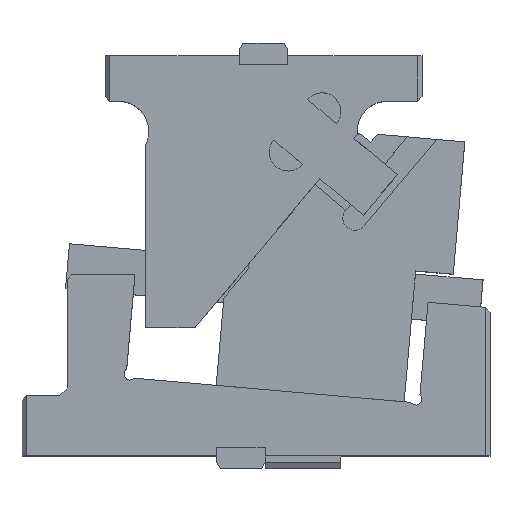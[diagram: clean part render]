
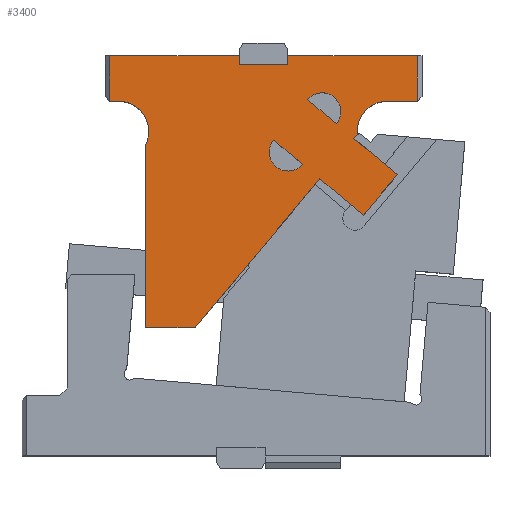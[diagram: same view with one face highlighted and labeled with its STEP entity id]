
A CAD part, top view. The second image highlights one B-rep face of the part: STEP entity #3400.
In plain terms, the highlighted planar face has unit normal (0, 0, 1).
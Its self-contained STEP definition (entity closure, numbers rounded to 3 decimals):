
#2820=CARTESIAN_POINT('Vertex',(58.,265.,40.)) ;
#2823=CARTESIAN_POINT('Line Origine',(101.,265.,40.)) ;
#2827=CARTESIAN_POINT('Vertex',(144.,265.,40.)) ;
#3182=CARTESIAN_POINT('Vertex',(58.,235.,40.)) ;
#3185=CARTESIAN_POINT('Line Origine',(58.,250.,40.)) ;
#3197=CARTESIAN_POINT('Axis2P3D Location',(242.,215.,40.)) ;
#3202=CARTESIAN_POINT('Line Origine',(144.,262.25,40.)) ;
#3206=CARTESIAN_POINT('Vertex',(144.,259.5,40.)) ;
#3209=CARTESIAN_POINT('Line Origine',(61.,235.,40.)) ;
#3213=CARTESIAN_POINT('Vertex',(64.,235.,40.)) ;
#3216=CARTESIAN_POINT('Axis2P3D Location',(64.,215.,40.)) ;
#3220=CARTESIAN_POINT('Vertex',(84.,215.,40.)) ;
#3223=CARTESIAN_POINT('Axis2P3D Location',(64.,215.,40.)) ;
#3227=CARTESIAN_POINT('Vertex',(82.,206.282,40.)) ;
#3230=CARTESIAN_POINT('Line Origine',(82.,145.641,40.)) ;
#3234=CARTESIAN_POINT('Vertex',(82.,85.,40.)) ;
#3237=CARTESIAN_POINT('Line Origine',(98.334,85.,40.)) ;
#3241=CARTESIAN_POINT('Vertex',(114.668,85.,40.)) ;
#3244=CARTESIAN_POINT('Line Origine',(156.008,134.267,40.)) ;
#3248=CARTESIAN_POINT('Vertex',(197.348,183.533,40.)) ;
#3251=CARTESIAN_POINT('Line Origine',(211.711,171.481,40.)) ;
#3255=CARTESIAN_POINT('Vertex',(226.074,159.429,40.)) ;
#3258=CARTESIAN_POINT('Line Origine',(237.323,172.835,40.)) ;
#3262=CARTESIAN_POINT('Vertex',(248.571,186.241,40.)) ;
#3265=CARTESIAN_POINT('Line Origine',(234.208,198.293,40.)) ;
#3269=CARTESIAN_POINT('Vertex',(219.845,210.345,40.)) ;
#3272=CARTESIAN_POINT('Line Origine',(220.923,211.629,40.)) ;
#3276=CARTESIAN_POINT('Vertex',(222.,212.913,40.)) ;
#3279=CARTESIAN_POINT('Line Origine',(222.,213.956,40.)) ;
#3283=CARTESIAN_POINT('Vertex',(222.,215.,40.)) ;
#3286=CARTESIAN_POINT('Axis2P3D Location',(242.,215.,40.)) ;
#3290=CARTESIAN_POINT('Vertex',(242.,235.,40.)) ;
#3293=CARTESIAN_POINT('Line Origine',(252.,235.,40.)) ;
#3297=CARTESIAN_POINT('Vertex',(262.,235.,40.)) ;
#3300=CARTESIAN_POINT('Line Origine',(262.,250.,40.)) ;
#3304=CARTESIAN_POINT('Vertex',(262.,265.,40.)) ;
#3307=CARTESIAN_POINT('Line Origine',(219.,265.,40.)) ;
#3311=CARTESIAN_POINT('Vertex',(176.,265.,40.)) ;
#3314=CARTESIAN_POINT('Line Origine',(176.,262.25,40.)) ;
#3318=CARTESIAN_POINT('Vertex',(176.,259.5,40.)) ;
#3321=CARTESIAN_POINT('Line Origine',(160.,259.5,40.)) ;
#3348=CARTESIAN_POINT('Line Origine',(176.281,201.211,40.)) ;
#3352=CARTESIAN_POINT('Vertex',(185.856,193.176,40.)) ;
#3354=CARTESIAN_POINT('Vertex',(166.705,209.245,40.)) ;
#3357=CARTESIAN_POINT('Axis2P3D Location',(176.281,201.211,40.)) ;
#3361=CARTESIAN_POINT('Vertex',(163.828,202.3,40.)) ;
#3364=CARTESIAN_POINT('Axis2P3D Location',(176.281,201.211,40.)) ;
#3374=CARTESIAN_POINT('Axis2P3D Location',(198.778,228.022,40.)) ;
#3378=CARTESIAN_POINT('Vertex',(208.354,219.987,40.)) ;
#3380=CARTESIAN_POINT('Vertex',(211.231,226.933,40.)) ;
#3383=CARTESIAN_POINT('Line Origine',(198.778,228.022,40.)) ;
#3387=CARTESIAN_POINT('Vertex',(189.203,236.057,40.)) ;
#3390=CARTESIAN_POINT('Axis2P3D Location',(198.778,228.022,40.)) ;
#2824=DIRECTION('Vector Direction',(1.,0.,0.)) ;
#3186=DIRECTION('Vector Direction',(0.,-1.,0.)) ;
#3198=DIRECTION('Axis2P3D Direction',(0.,0.,1.)) ;
#3199=DIRECTION('Axis2P3D XDirection',(1.,0.,-0.)) ;
#3203=DIRECTION('Vector Direction',(0.,-1.,0.)) ;
#3210=DIRECTION('Vector Direction',(1.,0.,0.)) ;
#3217=DIRECTION('Axis2P3D Direction',(0.,0.,1.)) ;
#3224=DIRECTION('Axis2P3D Direction',(0.,0.,1.)) ;
#3231=DIRECTION('Vector Direction',(0.,1.,0.)) ;
#3238=DIRECTION('Vector Direction',(1.,0.,0.)) ;
#3245=DIRECTION('Vector Direction',(0.643,0.766,0.)) ;
#3252=DIRECTION('Vector Direction',(-0.766,0.643,0.)) ;
#3259=DIRECTION('Vector Direction',(-0.643,-0.766,0.)) ;
#3266=DIRECTION('Vector Direction',(0.766,-0.643,0.)) ;
#3273=DIRECTION('Vector Direction',(0.643,0.766,0.)) ;
#3280=DIRECTION('Vector Direction',(0.,-1.,0.)) ;
#3287=DIRECTION('Axis2P3D Direction',(0.,0.,1.)) ;
#3294=DIRECTION('Vector Direction',(-1.,0.,0.)) ;
#3301=DIRECTION('Vector Direction',(0.,1.,0.)) ;
#3308=DIRECTION('Vector Direction',(1.,0.,0.)) ;
#3315=DIRECTION('Vector Direction',(0.,1.,0.)) ;
#3322=DIRECTION('Vector Direction',(1.,0.,0.)) ;
#3349=DIRECTION('Vector Direction',(-0.766,0.643,0.)) ;
#3358=DIRECTION('Axis2P3D Direction',(0.,0.,1.)) ;
#3365=DIRECTION('Axis2P3D Direction',(0.,0.,1.)) ;
#3375=DIRECTION('Axis2P3D Direction',(0.,0.,1.)) ;
#3384=DIRECTION('Vector Direction',(0.766,-0.643,0.)) ;
#3391=DIRECTION('Axis2P3D Direction',(0.,0.,1.)) ;
#3200=AXIS2_PLACEMENT_3D('Plane Axis2P3D',#3197,#3198,#3199) ;
#3218=AXIS2_PLACEMENT_3D('Circle Axis2P3D',#3216,#3217,$) ;
#3225=AXIS2_PLACEMENT_3D('Circle Axis2P3D',#3223,#3224,$) ;
#3288=AXIS2_PLACEMENT_3D('Circle Axis2P3D',#3286,#3287,$) ;
#3359=AXIS2_PLACEMENT_3D('Circle Axis2P3D',#3357,#3358,$) ;
#3366=AXIS2_PLACEMENT_3D('Circle Axis2P3D',#3364,#3365,$) ;
#3376=AXIS2_PLACEMENT_3D('Circle Axis2P3D',#3374,#3375,$) ;
#3392=AXIS2_PLACEMENT_3D('Circle Axis2P3D',#3390,#3391,$) ;
#3327=ORIENTED_EDGE('',*,*,#3208,.F.) ;
#3328=ORIENTED_EDGE('',*,*,#2829,.F.) ;
#3329=ORIENTED_EDGE('',*,*,#3189,.T.) ;
#3330=ORIENTED_EDGE('',*,*,#3215,.T.) ;
#3331=ORIENTED_EDGE('',*,*,#3222,.F.) ;
#3332=ORIENTED_EDGE('',*,*,#3229,.F.) ;
#3333=ORIENTED_EDGE('',*,*,#3236,.F.) ;
#3334=ORIENTED_EDGE('',*,*,#3243,.T.) ;
#3335=ORIENTED_EDGE('',*,*,#3250,.T.) ;
#3336=ORIENTED_EDGE('',*,*,#3257,.F.) ;
#3337=ORIENTED_EDGE('',*,*,#3264,.F.) ;
#3338=ORIENTED_EDGE('',*,*,#3271,.F.) ;
#3339=ORIENTED_EDGE('',*,*,#3278,.T.) ;
#3340=ORIENTED_EDGE('',*,*,#3285,.F.) ;
#3341=ORIENTED_EDGE('',*,*,#3292,.F.) ;
#3342=ORIENTED_EDGE('',*,*,#3299,.F.) ;
#3343=ORIENTED_EDGE('',*,*,#3306,.T.) ;
#3344=ORIENTED_EDGE('',*,*,#3313,.F.) ;
#3345=ORIENTED_EDGE('',*,*,#3320,.F.) ;
#3346=ORIENTED_EDGE('',*,*,#3325,.F.) ;
#3370=ORIENTED_EDGE('',*,*,#3356,.F.) ;
#3371=ORIENTED_EDGE('',*,*,#3363,.F.) ;
#3372=ORIENTED_EDGE('',*,*,#3368,.F.) ;
#3396=ORIENTED_EDGE('',*,*,#3382,.F.) ;
#3397=ORIENTED_EDGE('',*,*,#3389,.F.) ;
#3398=ORIENTED_EDGE('',*,*,#3394,.F.) ;
#3373=FACE_BOUND('',#3369,.T.) ;
#3399=FACE_BOUND('',#3395,.T.) ;
#2825=VECTOR('Line Direction',#2824,1.) ;
#3187=VECTOR('Line Direction',#3186,1.) ;
#3204=VECTOR('Line Direction',#3203,1.) ;
#3211=VECTOR('Line Direction',#3210,1.) ;
#3232=VECTOR('Line Direction',#3231,1.) ;
#3239=VECTOR('Line Direction',#3238,1.) ;
#3246=VECTOR('Line Direction',#3245,1.) ;
#3253=VECTOR('Line Direction',#3252,1.) ;
#3260=VECTOR('Line Direction',#3259,1.) ;
#3267=VECTOR('Line Direction',#3266,1.) ;
#3274=VECTOR('Line Direction',#3273,1.) ;
#3281=VECTOR('Line Direction',#3280,1.) ;
#3295=VECTOR('Line Direction',#3294,1.) ;
#3302=VECTOR('Line Direction',#3301,1.) ;
#3309=VECTOR('Line Direction',#3308,1.) ;
#3316=VECTOR('Line Direction',#3315,1.) ;
#3323=VECTOR('Line Direction',#3322,1.) ;
#3350=VECTOR('Line Direction',#3349,1.) ;
#3385=VECTOR('Line Direction',#3384,1.) ;
#3400=ADVANCED_FACE('CAM DRIVER',(#3347,#3373,#3399),#3201,.T.) ;
#3219=CIRCLE('generated circle',#3218,20.) ;
#3226=CIRCLE('generated circle',#3225,20.) ;
#3289=CIRCLE('generated circle',#3288,20.) ;
#3360=CIRCLE('generated circle',#3359,12.5) ;
#3367=CIRCLE('generated circle',#3366,12.5) ;
#3377=CIRCLE('generated circle',#3376,12.5) ;
#3393=CIRCLE('generated circle',#3392,12.5) ;
#2829=EDGE_CURVE('',#2821,#2828,#2826,.T.) ;
#3189=EDGE_CURVE('',#2821,#3183,#3188,.T.) ;
#3208=EDGE_CURVE('',#2828,#3207,#3205,.T.) ;
#3215=EDGE_CURVE('',#3183,#3214,#3212,.T.) ;
#3222=EDGE_CURVE('',#3221,#3214,#3219,.T.) ;
#3229=EDGE_CURVE('',#3228,#3221,#3226,.T.) ;
#3236=EDGE_CURVE('',#3235,#3228,#3233,.T.) ;
#3243=EDGE_CURVE('',#3235,#3242,#3240,.T.) ;
#3250=EDGE_CURVE('',#3242,#3249,#3247,.T.) ;
#3257=EDGE_CURVE('',#3256,#3249,#3254,.T.) ;
#3264=EDGE_CURVE('',#3263,#3256,#3261,.T.) ;
#3271=EDGE_CURVE('',#3270,#3263,#3268,.T.) ;
#3278=EDGE_CURVE('',#3270,#3277,#3275,.T.) ;
#3285=EDGE_CURVE('',#3284,#3277,#3282,.T.) ;
#3292=EDGE_CURVE('',#3291,#3284,#3289,.T.) ;
#3299=EDGE_CURVE('',#3298,#3291,#3296,.T.) ;
#3306=EDGE_CURVE('',#3298,#3305,#3303,.T.) ;
#3313=EDGE_CURVE('',#3312,#3305,#3310,.T.) ;
#3320=EDGE_CURVE('',#3319,#3312,#3317,.T.) ;
#3325=EDGE_CURVE('',#3207,#3319,#3324,.T.) ;
#3356=EDGE_CURVE('',#3353,#3355,#3351,.T.) ;
#3363=EDGE_CURVE('',#3362,#3353,#3360,.T.) ;
#3368=EDGE_CURVE('',#3355,#3362,#3367,.T.) ;
#3382=EDGE_CURVE('',#3379,#3381,#3377,.T.) ;
#3389=EDGE_CURVE('',#3388,#3379,#3386,.T.) ;
#3394=EDGE_CURVE('',#3381,#3388,#3393,.T.) ;
#3326=EDGE_LOOP('',(#3327,#3328,#3329,#3330,#3331,#3332,#3333,#3334,#3335,#3336,#3337,#3338,#3339,#3340,#3341,#3342,#3343,#3344,#3345,#3346)) ;
#3369=EDGE_LOOP('',(#3370,#3371,#3372)) ;
#3395=EDGE_LOOP('',(#3396,#3397,#3398)) ;
#3347=FACE_OUTER_BOUND('',#3326,.T.) ;
#2826=LINE('Line',#2823,#2825) ;
#3188=LINE('Line',#3185,#3187) ;
#3205=LINE('Line',#3202,#3204) ;
#3212=LINE('Line',#3209,#3211) ;
#3233=LINE('Line',#3230,#3232) ;
#3240=LINE('Line',#3237,#3239) ;
#3247=LINE('Line',#3244,#3246) ;
#3254=LINE('Line',#3251,#3253) ;
#3261=LINE('Line',#3258,#3260) ;
#3268=LINE('Line',#3265,#3267) ;
#3275=LINE('Line',#3272,#3274) ;
#3282=LINE('Line',#3279,#3281) ;
#3296=LINE('Line',#3293,#3295) ;
#3303=LINE('Line',#3300,#3302) ;
#3310=LINE('Line',#3307,#3309) ;
#3317=LINE('Line',#3314,#3316) ;
#3324=LINE('Line',#3321,#3323) ;
#3351=LINE('Line',#3348,#3350) ;
#3386=LINE('Line',#3383,#3385) ;
#3201=PLANE('Plane',#3200) ;
#2821=VERTEX_POINT('',#2820) ;
#2828=VERTEX_POINT('',#2827) ;
#3183=VERTEX_POINT('',#3182) ;
#3207=VERTEX_POINT('',#3206) ;
#3214=VERTEX_POINT('',#3213) ;
#3221=VERTEX_POINT('',#3220) ;
#3228=VERTEX_POINT('',#3227) ;
#3235=VERTEX_POINT('',#3234) ;
#3242=VERTEX_POINT('',#3241) ;
#3249=VERTEX_POINT('',#3248) ;
#3256=VERTEX_POINT('',#3255) ;
#3263=VERTEX_POINT('',#3262) ;
#3270=VERTEX_POINT('',#3269) ;
#3277=VERTEX_POINT('',#3276) ;
#3284=VERTEX_POINT('',#3283) ;
#3291=VERTEX_POINT('',#3290) ;
#3298=VERTEX_POINT('',#3297) ;
#3305=VERTEX_POINT('',#3304) ;
#3312=VERTEX_POINT('',#3311) ;
#3319=VERTEX_POINT('',#3318) ;
#3353=VERTEX_POINT('',#3352) ;
#3355=VERTEX_POINT('',#3354) ;
#3362=VERTEX_POINT('',#3361) ;
#3379=VERTEX_POINT('',#3378) ;
#3381=VERTEX_POINT('',#3380) ;
#3388=VERTEX_POINT('',#3387) ;
